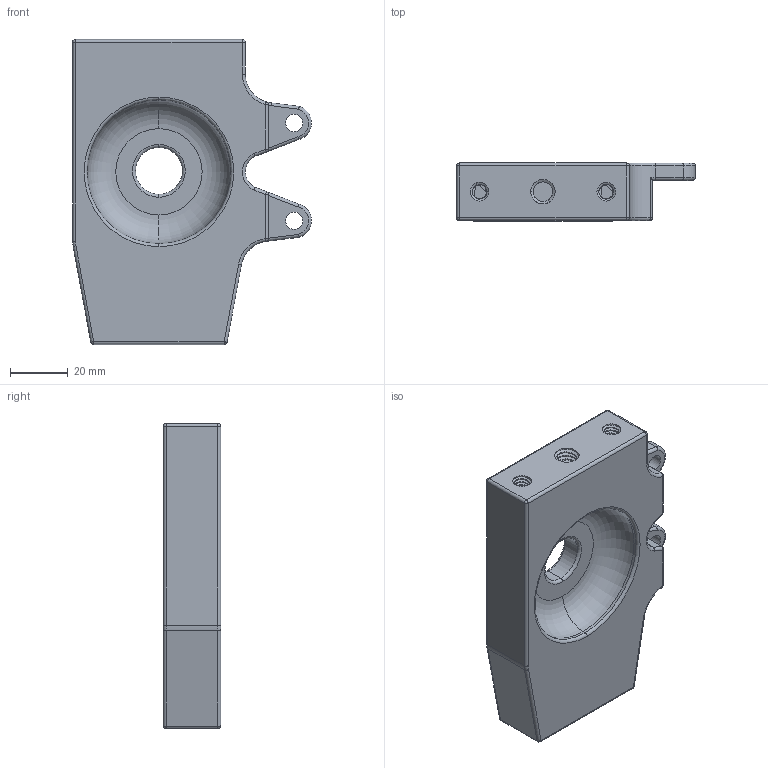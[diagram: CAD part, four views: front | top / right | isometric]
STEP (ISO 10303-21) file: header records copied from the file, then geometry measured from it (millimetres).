
FILE_DESCRIPTION (( 'STEP AP203' ), '1' );
FILE_NAME ('PORTE MOYEUX JMC droit OK.STEP', '2023-01-07T17:53:36', ( '' ), ( '' ), 'SwSTEP 2.0', 'SolidWorks 2021', '' );
FILE_SCHEMA (( 'CONFIG_CONTROL_DESIGN' ));
Length unit declared in the file: millimetre
Products named in the file (1): PORTE MOYEUX JMC droit OK
Bounding box: 82.98 x 20 x 106 mm (x, y, z)
Volume: 105673.1 mm3; surface area: 24772.2 mm2
Topology: 1 solids, 1 shells, 295 faces, 784 edges, 486 vertices
Faces by surface type: cylinder 219, plane 27, torus 22, bspline 15, sphere 12
Entity records: 21560 total; most frequent: CARTESIAN_POINT 15313, ORIENTED_EDGE 1546, DIRECTION 1072, EDGE_CURVE 773, VERTEX_POINT 486, AXIS2_PLACEMENT_3D 399, EDGE_LOOP 307, ADVANCED_FACE 295
